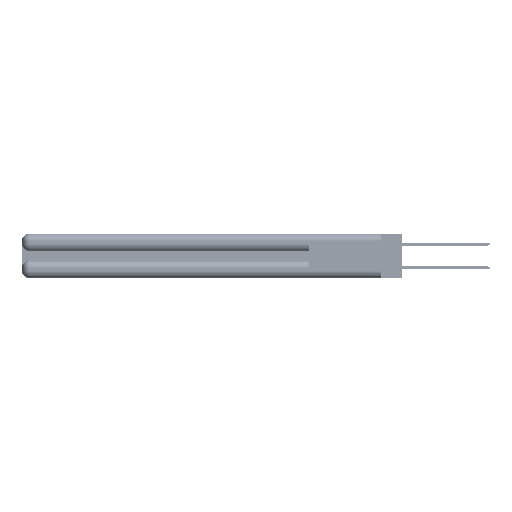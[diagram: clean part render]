
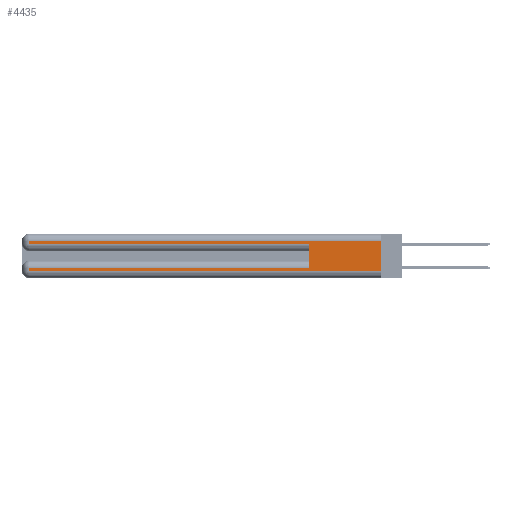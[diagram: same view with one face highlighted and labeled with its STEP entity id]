
A CAD part, left-side view. The second image highlights one B-rep face of the part: STEP entity #4435.
In plain terms, the highlighted planar face has unit normal (-1, 0, 0).
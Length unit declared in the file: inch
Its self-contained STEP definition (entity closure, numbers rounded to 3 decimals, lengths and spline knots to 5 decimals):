
#1242 = DIRECTION ( 'NONE',  ( 0., 0., -1. ) ) ;
#1946 = VECTOR ( 'NONE', #23569, 39.37008 ) ;
#2261 = CARTESIAN_POINT ( 'NONE',  ( 0., 0., 0.285 ) ) ;
#2551 = VECTOR ( 'NONE', #40918, 39.37008 ) ;
#2908 = EDGE_CURVE ( 'NONE', #18218, #43973, #48766, .T. ) ;
#3956 = LINE ( 'NONE', #36522, #2551 ) ;
#4435 = ADVANCED_FACE ( 'NONE', ( #53360 ), #11881, .F. ) ;
#6004 = CARTESIAN_POINT ( 'NONE',  ( 0., 0., 0.085 ) ) ;
#7010 = LINE ( 'NONE', #2261, #39335 ) ;
#8339 = EDGE_CURVE ( 'NONE', #45119, #20650, #20852, .T. ) ;
#10016 = ORIENTED_EDGE ( 'NONE', *, *, #37534, .T. ) ;
#10449 = DIRECTION ( 'NONE',  ( 0., 1., 0. ) ) ;
#11881 = PLANE ( 'NONE',  #49863 ) ;
#14686 = VERTEX_POINT ( 'NONE', #15326 ) ;
#14708 = CARTESIAN_POINT ( 'NONE',  ( 0., 0., 0.37 ) ) ;
#14815 = CARTESIAN_POINT ( 'NONE',  ( 0., 2.94, 0.285 ) ) ;
#15326 = CARTESIAN_POINT ( 'NONE',  ( 0., 2.94, 0.31 ) ) ;
#15935 = EDGE_CURVE ( 'NONE', #20650, #45420, #17604, .T. ) ;
#16374 = CARTESIAN_POINT ( 'NONE',  ( 0., 0., 0.37 ) ) ;
#17005 = ORIENTED_EDGE ( 'NONE', *, *, #17302, .T. ) ;
#17302 = EDGE_CURVE ( 'NONE', #48551, #51693, #7010, .T. ) ;
#17429 = ORIENTED_EDGE ( 'NONE', *, *, #2908, .F. ) ;
#17604 = LINE ( 'NONE', #40879, #51157 ) ;
#18218 = VERTEX_POINT ( 'NONE', #40403 ) ;
#19759 = EDGE_CURVE ( 'NONE', #14686, #48551, #55494, .T. ) ;
#20650 = VERTEX_POINT ( 'NONE', #38263 ) ;
#20828 = DIRECTION ( 'NONE',  ( 0., 0., -1. ) ) ;
#20852 = LINE ( 'NONE', #6004, #31079 ) ;
#21506 = CARTESIAN_POINT ( 'NONE',  ( 0., 0.6, 0.085 ) ) ;
#22649 = ORIENTED_EDGE ( 'NONE', *, *, #25135, .T. ) ;
#23569 = DIRECTION ( 'NONE',  ( 0., 0., -1. ) ) ;
#23710 = CARTESIAN_POINT ( 'NONE',  ( 0., 0., 0.06 ) ) ;
#23961 = DIRECTION ( 'NONE',  ( 0., 0., 1. ) ) ;
#25135 = EDGE_CURVE ( 'NONE', #18218, #14686, #3956, .T. ) ;
#26113 = ORIENTED_EDGE ( 'NONE', *, *, #27381, .F. ) ;
#27381 = EDGE_CURVE ( 'NONE', #45119, #51693, #27925, .T. ) ;
#27925 = LINE ( 'NONE', #32543, #47121 ) ;
#28076 = DIRECTION ( 'NONE',  ( 0., -1., 0. ) ) ;
#30839 = VECTOR ( 'NONE', #45813, 39.37008 ) ;
#31079 = VECTOR ( 'NONE', #10449, 39.37008 ) ;
#32543 = CARTESIAN_POINT ( 'NONE',  ( 0., 0.6, 0.145 ) ) ;
#33815 = CARTESIAN_POINT ( 'NONE',  ( 0., 0., 0.06 ) ) ;
#36522 = CARTESIAN_POINT ( 'NONE',  ( 0., 0., 0.31 ) ) ;
#36957 = EDGE_LOOP ( 'NONE', ( #17429, #22649, #52062, #17005, #26113, #56802, #40067, #10016 ) ) ;
#37534 = EDGE_CURVE ( 'NONE', #45420, #43973, #45261, .T. ) ;
#38263 = CARTESIAN_POINT ( 'NONE',  ( 0., 2.94, 0.085 ) ) ;
#39335 = VECTOR ( 'NONE', #55102, 39.37008 ) ;
#40067 = ORIENTED_EDGE ( 'NONE', *, *, #15935, .T. ) ;
#40403 = CARTESIAN_POINT ( 'NONE',  ( 0., 0., 0.31 ) ) ;
#40879 = CARTESIAN_POINT ( 'NONE',  ( 0., 2.94, 0.37 ) ) ;
#40918 = DIRECTION ( 'NONE',  ( 0., 1., 0. ) ) ;
#41401 = CARTESIAN_POINT ( 'NONE',  ( 0., 2.94, 0.37 ) ) ;
#41937 = CARTESIAN_POINT ( 'NONE',  ( 0., 2.94, 0.06 ) ) ;
#43973 = VERTEX_POINT ( 'NONE', #33815 ) ;
#45119 = VERTEX_POINT ( 'NONE', #21506 ) ;
#45261 = LINE ( 'NONE', #23710, #54144 ) ;
#45420 = VERTEX_POINT ( 'NONE', #41937 ) ;
#45584 = CARTESIAN_POINT ( 'NONE',  ( 0., 0.6, 0.285 ) ) ;
#45813 = DIRECTION ( 'NONE',  ( 0., 0., -1. ) ) ;
#47014 = DIRECTION ( 'NONE',  ( 1., 0., 0. ) ) ;
#47121 = VECTOR ( 'NONE', #23961, 39.37008 ) ;
#48551 = VERTEX_POINT ( 'NONE', #14815 ) ;
#48766 = LINE ( 'NONE', #14708, #1946 ) ;
#49863 = AXIS2_PLACEMENT_3D ( 'NONE', #16374, #47014, #20828 ) ;
#51157 = VECTOR ( 'NONE', #1242, 39.37008 ) ;
#51693 = VERTEX_POINT ( 'NONE', #45584 ) ;
#52062 = ORIENTED_EDGE ( 'NONE', *, *, #19759, .T. ) ;
#53360 = FACE_OUTER_BOUND ( 'NONE', #36957, .T. ) ;
#54144 = VECTOR ( 'NONE', #28076, 39.37008 ) ;
#55102 = DIRECTION ( 'NONE',  ( 0., -1., 0. ) ) ;
#55494 = LINE ( 'NONE', #41401, #30839 ) ;
#56802 = ORIENTED_EDGE ( 'NONE', *, *, #8339, .T. ) ;
